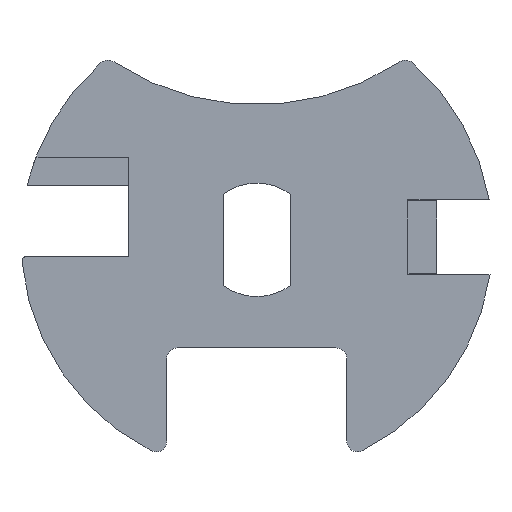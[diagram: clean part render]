
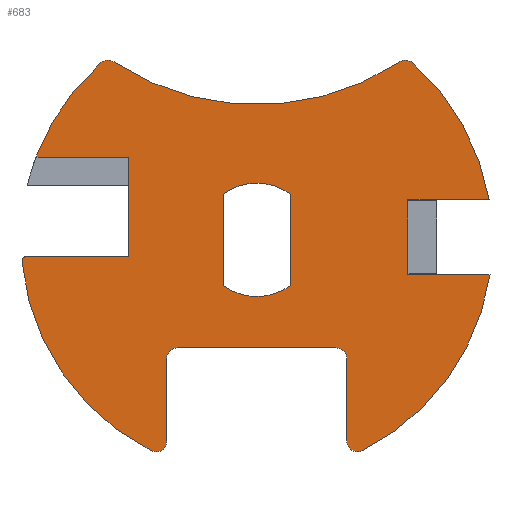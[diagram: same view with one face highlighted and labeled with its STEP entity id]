
A CAD part, front view. The second image highlights one B-rep face of the part: STEP entity #683.
In plain terms, the highlighted planar face has unit normal (0, -1, 0).
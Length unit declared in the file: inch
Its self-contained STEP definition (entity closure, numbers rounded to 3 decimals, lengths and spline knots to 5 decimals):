
#17=FACE_BOUND('',#87,.T.);
#23=PLANE('',#739);
#47=FACE_OUTER_BOUND('',#86,.T.);
#86=EDGE_LOOP('',(#507,#508,#509,#510,#511,#512,#513,#514,#515,#516,#517,
#518,#519,#520,#521,#522,#523,#524,#525,#526,#527,#528,#529,#530));
#87=EDGE_LOOP('',(#531,#532,#533,#534));
#135=LINE('',#1067,#204);
#139=LINE('',#1074,#208);
#140=LINE('',#1076,#209);
#144=LINE('',#1084,#213);
#146=LINE('',#1090,#215);
#147=LINE('',#1094,#216);
#148=LINE('',#1098,#217);
#149=LINE('',#1103,#218);
#150=LINE('',#1115,#219);
#151=LINE('',#1117,#220);
#152=LINE('',#1119,#221);
#153=LINE('',#1120,#222);
#154=LINE('',#1123,#223);
#155=LINE('',#1127,#224);
#204=VECTOR('',#845,0.005);
#208=VECTOR('',#851,0.005);
#209=VECTOR('',#854,0.405);
#213=VECTOR('',#860,0.4557);
#215=VECTOR('',#866,0.45754);
#216=VECTOR('',#869,0.88);
#217=VECTOR('',#872,0.45754);
#218=VECTOR('',#877,0.45105);
#219=VECTOR('',#888,0.51658);
#220=VECTOR('',#889,0.16);
#221=VECTOR('',#890,0.39);
#222=VECTOR('',#891,0.56436);
#223=VECTOR('',#892,0.50698);
#224=VECTOR('',#895,0.50698);
#257=CIRCLE('',#718,0.03);
#259=CIRCLE('',#721,1.31);
#272=CIRCLE('',#740,0.06);
#273=CIRCLE('',#741,0.06);
#274=CIRCLE('',#742,0.06);
#275=CIRCLE('',#743,0.06);
#276=CIRCLE('',#744,1.31);
#277=CIRCLE('',#745,1.31);
#278=CIRCLE('',#746,0.06);
#279=CIRCLE('',#747,1.44);
#280=CIRCLE('',#748,0.06);
#281=CIRCLE('',#749,1.31);
#282=CIRCLE('',#750,0.315);
#283=CIRCLE('',#751,0.315);
#290=VERTEX_POINT('',#1002);
#291=VERTEX_POINT('',#1004);
#293=VERTEX_POINT('',#1010);
#318=VERTEX_POINT('',#1064);
#319=VERTEX_POINT('',#1066);
#320=VERTEX_POINT('',#1070);
#321=VERTEX_POINT('',#1072);
#324=VERTEX_POINT('',#1083);
#325=VERTEX_POINT('',#1087);
#326=VERTEX_POINT('',#1089);
#327=VERTEX_POINT('',#1091);
#328=VERTEX_POINT('',#1093);
#329=VERTEX_POINT('',#1095);
#330=VERTEX_POINT('',#1097);
#331=VERTEX_POINT('',#1099);
#332=VERTEX_POINT('',#1102);
#333=VERTEX_POINT('',#1104);
#334=VERTEX_POINT('',#1106);
#335=VERTEX_POINT('',#1108);
#336=VERTEX_POINT('',#1110);
#337=VERTEX_POINT('',#1112);
#338=VERTEX_POINT('',#1114);
#339=VERTEX_POINT('',#1116);
#340=VERTEX_POINT('',#1118);
#341=VERTEX_POINT('',#1121);
#342=VERTEX_POINT('',#1122);
#343=VERTEX_POINT('',#1124);
#344=VERTEX_POINT('',#1126);
#356=EDGE_CURVE('',#290,#291,#257,.T.);
#360=EDGE_CURVE('',#290,#293,#259,.T.);
#387=EDGE_CURVE('',#319,#318,#135,.T.);
#391=EDGE_CURVE('',#320,#321,#139,.T.);
#392=EDGE_CURVE('',#320,#318,#140,.T.);
#396=EDGE_CURVE('',#324,#319,#144,.T.);
#398=EDGE_CURVE('',#325,#293,#272,.T.);
#399=EDGE_CURVE('',#325,#326,#146,.T.);
#400=EDGE_CURVE('',#326,#327,#273,.T.);
#401=EDGE_CURVE('',#327,#328,#147,.T.);
#402=EDGE_CURVE('',#328,#329,#274,.T.);
#403=EDGE_CURVE('',#329,#330,#148,.T.);
#404=EDGE_CURVE('',#331,#330,#275,.T.);
#405=EDGE_CURVE('',#331,#324,#276,.T.);
#406=EDGE_CURVE('',#321,#332,#149,.T.);
#407=EDGE_CURVE('',#332,#333,#277,.T.);
#408=EDGE_CURVE('',#334,#333,#278,.T.);
#409=EDGE_CURVE('',#334,#335,#279,.T.);
#410=EDGE_CURVE('',#336,#335,#280,.T.);
#411=EDGE_CURVE('',#336,#337,#281,.T.);
#412=EDGE_CURVE('',#337,#338,#150,.T.);
#413=EDGE_CURVE('',#338,#339,#151,.T.);
#414=EDGE_CURVE('',#339,#340,#152,.T.);
#415=EDGE_CURVE('',#340,#291,#153,.T.);
#416=EDGE_CURVE('',#341,#342,#154,.T.);
#417=EDGE_CURVE('',#342,#343,#282,.T.);
#418=EDGE_CURVE('',#343,#344,#155,.T.);
#419=EDGE_CURVE('',#344,#341,#283,.T.);
#507=ORIENTED_EDGE('',*,*,#356,.F.);
#508=ORIENTED_EDGE('',*,*,#360,.T.);
#509=ORIENTED_EDGE('',*,*,#398,.F.);
#510=ORIENTED_EDGE('',*,*,#399,.T.);
#511=ORIENTED_EDGE('',*,*,#400,.T.);
#512=ORIENTED_EDGE('',*,*,#401,.T.);
#513=ORIENTED_EDGE('',*,*,#402,.T.);
#514=ORIENTED_EDGE('',*,*,#403,.T.);
#515=ORIENTED_EDGE('',*,*,#404,.F.);
#516=ORIENTED_EDGE('',*,*,#405,.T.);
#517=ORIENTED_EDGE('',*,*,#396,.T.);
#518=ORIENTED_EDGE('',*,*,#387,.T.);
#519=ORIENTED_EDGE('',*,*,#392,.F.);
#520=ORIENTED_EDGE('',*,*,#391,.T.);
#521=ORIENTED_EDGE('',*,*,#406,.T.);
#522=ORIENTED_EDGE('',*,*,#407,.T.);
#523=ORIENTED_EDGE('',*,*,#408,.F.);
#524=ORIENTED_EDGE('',*,*,#409,.T.);
#525=ORIENTED_EDGE('',*,*,#410,.F.);
#526=ORIENTED_EDGE('',*,*,#411,.T.);
#527=ORIENTED_EDGE('',*,*,#412,.T.);
#528=ORIENTED_EDGE('',*,*,#413,.T.);
#529=ORIENTED_EDGE('',*,*,#414,.T.);
#530=ORIENTED_EDGE('',*,*,#415,.T.);
#531=ORIENTED_EDGE('',*,*,#416,.T.);
#532=ORIENTED_EDGE('',*,*,#417,.T.);
#533=ORIENTED_EDGE('',*,*,#418,.T.);
#534=ORIENTED_EDGE('',*,*,#419,.T.);
#683=ADVANCED_FACE('',(#47,#17),#23,.T.);
#718=AXIS2_PLACEMENT_3D('',#1005,#793,#794);
#721=AXIS2_PLACEMENT_3D('',#1012,#801,#802);
#739=AXIS2_PLACEMENT_3D('',#1086,#862,#863);
#740=AXIS2_PLACEMENT_3D('',#1088,#864,#865);
#741=AXIS2_PLACEMENT_3D('',#1092,#867,#868);
#742=AXIS2_PLACEMENT_3D('',#1096,#870,#871);
#743=AXIS2_PLACEMENT_3D('',#1100,#873,#874);
#744=AXIS2_PLACEMENT_3D('',#1101,#875,#876);
#745=AXIS2_PLACEMENT_3D('',#1105,#878,#879);
#746=AXIS2_PLACEMENT_3D('',#1107,#880,#881);
#747=AXIS2_PLACEMENT_3D('',#1109,#882,#883);
#748=AXIS2_PLACEMENT_3D('',#1111,#884,#885);
#749=AXIS2_PLACEMENT_3D('',#1113,#886,#887);
#750=AXIS2_PLACEMENT_3D('',#1125,#893,#894);
#751=AXIS2_PLACEMENT_3D('',#1128,#896,#897);
#793=DIRECTION('center_axis',(0.,1.,0.));
#794=DIRECTION('ref_axis',(-0.74,0.,0.673));
#801=DIRECTION('center_axis',(0.,-1.,0.));
#802=DIRECTION('ref_axis',(0.382,0.,0.924));
#845=DIRECTION('',(0.,0.,1.));
#851=DIRECTION('',(0.,0.,1.));
#854=DIRECTION('',(0.,0.,-1.));
#860=DIRECTION('',(-1.,0.,0.));
#862=DIRECTION('center_axis',(0.,-1.,0.));
#863=DIRECTION('ref_axis',(0.,0.,-1.));
#864=DIRECTION('center_axis',(0.,1.,0.));
#865=DIRECTION('ref_axis',(0.525,0.,-0.851));
#866=DIRECTION('',(0.,0.,1.));
#867=DIRECTION('center_axis',(0.,1.,0.));
#868=DIRECTION('ref_axis',(-1.,0.,0.));
#869=DIRECTION('',(1.,0.,0.));
#870=DIRECTION('center_axis',(0.,1.,0.));
#871=DIRECTION('ref_axis',(0.,0.,1.));
#872=DIRECTION('',(0.,0.,-1.));
#873=DIRECTION('center_axis',(0.,1.,0.));
#874=DIRECTION('ref_axis',(-0.525,0.,-0.851));
#875=DIRECTION('center_axis',(0.,-1.,0.));
#876=DIRECTION('ref_axis',(-0.634,0.,-0.774));
#877=DIRECTION('',(1.,0.,0.));
#878=DIRECTION('center_axis',(0.,-1.,0.));
#879=DIRECTION('ref_axis',(-0.634,0.,-0.774));
#880=DIRECTION('center_axis',(0.,1.,0.));
#881=DIRECTION('ref_axis',(0.069,0.,0.998));
#882=DIRECTION('center_axis',(0.,1.,0.));
#883=DIRECTION('ref_axis',(0.576,0.,-0.817));
#884=DIRECTION('center_axis',(0.,1.,0.));
#885=DIRECTION('ref_axis',(-0.069,0.,0.998));
#886=DIRECTION('center_axis',(0.,-1.,0.));
#887=DIRECTION('ref_axis',(0.382,0.,0.924));
#888=DIRECTION('',(1.,0.,0.));
#889=DIRECTION('',(0.,0.,-1.));
#890=DIRECTION('',(0.,0.,-1.));
#891=DIRECTION('',(-1.,0.,0.));
#892=DIRECTION('',(0.,0.,-1.));
#893=DIRECTION('center_axis',(0.,1.,0.));
#894=DIRECTION('ref_axis',(0.594,0.,-0.805));
#895=DIRECTION('',(0.,0.,1.));
#896=DIRECTION('center_axis',(0.,1.,0.));
#897=DIRECTION('ref_axis',(-0.594,0.,0.805));
#1002=CARTESIAN_POINT('',(-1.30423,0.,-0.12281));
#1004=CARTESIAN_POINT('',(-1.27436,0.,-0.09));
#1005=CARTESIAN_POINT('Origin',(-1.27436,0.,-0.12));
#1010=CARTESIAN_POINT('',(-0.58688,0.,-1.17118));
#1012=CARTESIAN_POINT('Origin',(0.,0.,0.));
#1064=CARTESIAN_POINT('',(0.84,0.,-0.188));
#1066=CARTESIAN_POINT('',(0.84,0.,-0.193));
#1067=CARTESIAN_POINT('',(0.84,0.,-0.20749));
#1070=CARTESIAN_POINT('',(0.84,0.,0.217));
#1072=CARTESIAN_POINT('',(0.84,0.,0.222));
#1074=CARTESIAN_POINT('',(0.84,0.,-0.20749));
#1076=CARTESIAN_POINT('',(0.84,0.,-0.10374));
#1083=CARTESIAN_POINT('',(1.2957,0.,-0.193));
#1084=CARTESIAN_POINT('',(0.41105,0.,-0.193));
#1086=CARTESIAN_POINT('Origin',(0.,0.,-0.15746));
#1087=CARTESIAN_POINT('',(-0.5,0.,-1.11754));
#1088=CARTESIAN_POINT('Origin',(-0.56,0.,-1.11754));
#1089=CARTESIAN_POINT('',(-0.5,0.,-0.66));
#1090=CARTESIAN_POINT('',(-0.5,0.,-1.21083));
#1091=CARTESIAN_POINT('',(-0.44,0.,-0.6));
#1092=CARTESIAN_POINT('Origin',(-0.44,0.,-0.66));
#1093=CARTESIAN_POINT('',(0.44,0.,-0.6));
#1094=CARTESIAN_POINT('',(-0.44,0.,-0.6));
#1095=CARTESIAN_POINT('',(0.5,0.,-0.66));
#1096=CARTESIAN_POINT('Origin',(0.44,0.,-0.66));
#1097=CARTESIAN_POINT('',(0.5,0.,-1.11754));
#1098=CARTESIAN_POINT('',(0.5,0.,-0.66));
#1099=CARTESIAN_POINT('',(0.58688,0.,-1.17118));
#1100=CARTESIAN_POINT('Origin',(0.56,0.,-1.11754));
#1101=CARTESIAN_POINT('Origin',(0.,0.,0.));
#1102=CARTESIAN_POINT('',(1.29105,0.,0.222));
#1103=CARTESIAN_POINT('',(0.64553,0.,0.222));
#1104=CARTESIAN_POINT('',(0.86585,0.,0.98306));
#1105=CARTESIAN_POINT('Origin',(0.,0.,0.));
#1106=CARTESIAN_POINT('',(0.79314,0.,0.98812));
#1107=CARTESIAN_POINT('Origin',(0.82619,0.,0.93804));
#1108=CARTESIAN_POINT('',(-0.79314,0.,0.98812));
#1109=CARTESIAN_POINT('Origin',(0.,0.,2.19));
#1110=CARTESIAN_POINT('',(-0.86585,0.,0.98306));
#1111=CARTESIAN_POINT('Origin',(-0.82619,0.,0.93804));
#1112=CARTESIAN_POINT('',(-1.22658,0.,0.46));
#1113=CARTESIAN_POINT('Origin',(0.,0.,0.));
#1114=CARTESIAN_POINT('',(-0.71,0.,0.46));
#1115=CARTESIAN_POINT('',(-0.355,0.,0.46));
#1116=CARTESIAN_POINT('',(-0.71,0.,0.3));
#1117=CARTESIAN_POINT('',(-0.71,0.,-0.12373));
#1118=CARTESIAN_POINT('',(-0.71,0.,-0.09));
#1119=CARTESIAN_POINT('',(-0.71,0.,-0.12373));
#1120=CARTESIAN_POINT('',(-0.65345,0.,-0.09));
#1121=CARTESIAN_POINT('',(0.187,0.,0.25349));
#1122=CARTESIAN_POINT('',(0.187,0.,-0.25349));
#1123=CARTESIAN_POINT('',(0.187,0.,0.04801));
#1124=CARTESIAN_POINT('',(-0.187,0.,-0.25349));
#1125=CARTESIAN_POINT('Origin',(0.,0.,0.));
#1126=CARTESIAN_POINT('',(-0.187,0.,0.25349));
#1127=CARTESIAN_POINT('',(-0.187,0.,-0.20547));
#1128=CARTESIAN_POINT('Origin',(0.,0.,0.));
